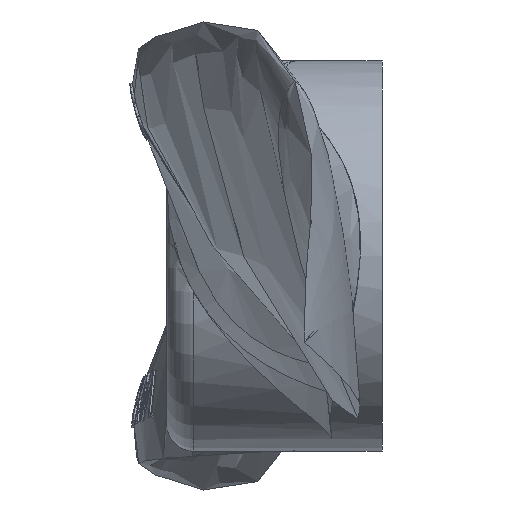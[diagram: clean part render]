
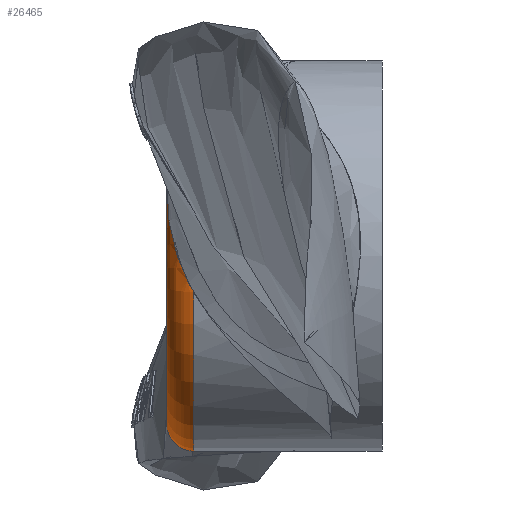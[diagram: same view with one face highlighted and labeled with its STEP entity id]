
A CAD part, left-side view. The second image highlights one B-rep face of the part: STEP entity #26465.
In plain terms, the highlighted toroidal (fillet/blend) face has major radius 12.5 mm and minor radius 2 mm.
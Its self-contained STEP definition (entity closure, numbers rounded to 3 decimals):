
#573 = VERTEX_POINT ( 'NONE', #14308 ) ;
#1742 = CARTESIAN_POINT ( 'NONE',  ( -12.145, 14.751, 7.66 ) ) ;
#1967 = DIRECTION ( 'NONE',  ( 0., 0., 1. ) ) ;
#2276 = CIRCLE ( 'NONE', #20598, 2. ) ;
#2926 = DIRECTION ( 'NONE',  ( 0., -1., 0. ) ) ;
#3008 = EDGE_LOOP ( 'NONE', ( #26585, #5645, #5281, #26587, #22484, #18238 ) ) ;
#3609 = CARTESIAN_POINT ( 'NONE',  ( -14.352, 14.508, -1.724 ) ) ;
#3625 = CARTESIAN_POINT ( 'NONE',  ( 0., 14., 0. ) ) ;
#3891 = CARTESIAN_POINT ( 'NONE',  ( -14.34, 14.267, -2.201 ) ) ;
#4023 = EDGE_CURVE ( 'NONE', #21539, #20479, #5320, .T. ) ;
#4080 = CARTESIAN_POINT ( 'NONE',  ( 0., 14., 14.5 ) ) ;
#5281 = ORIENTED_EDGE ( 'NONE', *, *, #5973, .T. ) ;
#5320 = CIRCLE ( 'NONE', #26023, 14.5 ) ;
#5645 = ORIENTED_EDGE ( 'NONE', *, *, #8175, .F. ) ;
#5747 = CARTESIAN_POINT ( 'NONE',  ( -12.756, 15.251, 5.955 ) ) ;
#5973 = EDGE_CURVE ( 'NONE', #15130, #20479, #15261, .T. ) ;
#6356 = FACE_OUTER_BOUND ( 'NONE', #3008, .T. ) ;
#6591 = CARTESIAN_POINT ( 'NONE',  ( 0., 14., 12.5 ) ) ;
#7918 = CARTESIAN_POINT ( 'NONE',  ( -11.57, 14.253, 8.753 ) ) ;
#8116 = CARTESIAN_POINT ( 'NONE',  ( -13.621, 15.512, 2.349 ) ) ;
#8175 = EDGE_CURVE ( 'NONE', #15130, #573, #19804, .T. ) ;
#8390 = EDGE_CURVE ( 'NONE', #573, #19648, #2276, .T. ) ;
#8773 = CARTESIAN_POINT ( 'NONE',  ( 0., 16., -12.5 ) ) ;
#9693 = DIRECTION ( 'NONE',  ( 0., 0., 1. ) ) ;
#10199 = CARTESIAN_POINT ( 'NONE',  ( -13.259, 15.509, 3.908 ) ) ;
#10389 = CARTESIAN_POINT ( 'NONE',  ( -13.498, 15.529, 2.871 ) ) ;
#10516 = CARTESIAN_POINT ( 'NONE',  ( 0., 16., 0. ) ) ;
#11175 = AXIS2_PLACEMENT_3D ( 'NONE', #6591, #21700, #23847 ) ;
#11488 = CARTESIAN_POINT ( 'NONE',  ( 0., 14., 0. ) ) ;
#11976 = DIRECTION ( 'NONE',  ( 0., 1., 0. ) ) ;
#12339 = CARTESIAN_POINT ( 'NONE',  ( -12.517, 15.064, 6.7 ) ) ;
#13082 = VERTEX_POINT ( 'NONE', #15689 ) ;
#13723 = AXIS2_PLACEMENT_3D ( 'NONE', #11488, #2926, #9693 ) ;
#14308 = CARTESIAN_POINT ( 'NONE',  ( 0., 14., -14.5 ) ) ;
#14321 = CARTESIAN_POINT ( 'NONE',  ( -14.144, 15.144, 0.031 ) ) ;
#14609 = CARTESIAN_POINT ( 'NONE',  ( -13.868, 15.411, 1.308 ) ) ;
#14834 = DIRECTION ( 'NONE',  ( 0., 1., 0. ) ) ;
#15130 = VERTEX_POINT ( 'NONE', #23135 ) ;
#15261 = B_SPLINE_CURVE_WITH_KNOTS ( 'NONE', 3,
 ( #16592, #3891, #3609, #25167, #25079, #20856, #14321, #23005, #14609, #8116, #10389, #10199, #18686, #18775, #5747, #12339, #23090, #27462, #1742, #27276, #7918, #27368 ),
 .UNSPECIFIED., .F., .F.,
 ( 4, 2, 2, 2, 2, 2, 2, 2, 2, 2, 4 ),
 ( 0., 0.002, 0.002, 0.003, 0.005, 0.006, 0.008, 0.01, 0.01, 0.011, 0.013 ),
 .UNSPECIFIED. ) ;
#15648 = CARTESIAN_POINT ( 'NONE',  ( -11.267, 14., 9.127 ) ) ;
#15689 = CARTESIAN_POINT ( 'NONE',  ( 0., 16., 12.5 ) ) ;
#16592 = CARTESIAN_POINT ( 'NONE',  ( -14.253, 14., -2.665 ) ) ;
#16844 = CARTESIAN_POINT ( 'NONE',  ( 0., 14., 0. ) ) ;
#18238 = ORIENTED_EDGE ( 'NONE', *, *, #22012, .F. ) ;
#18686 = CARTESIAN_POINT ( 'NONE',  ( -13.142, 15.472, 4.425 ) ) ;
#18775 = CARTESIAN_POINT ( 'NONE',  ( -12.891, 15.343, 5.448 ) ) ;
#19037 = DIRECTION ( 'NONE',  ( 0., 0., -1. ) ) ;
#19419 = AXIS2_PLACEMENT_3D ( 'NONE', #10516, #14834, #1967 ) ;
#19648 = VERTEX_POINT ( 'NONE', #8773 ) ;
#19683 = EDGE_CURVE ( 'NONE', #21539, #13082, #25247, .T. ) ;
#19804 = CIRCLE ( 'NONE', #13723, 14.5 ) ;
#20479 = VERTEX_POINT ( 'NONE', #15648 ) ;
#20598 = AXIS2_PLACEMENT_3D ( 'NONE', #27617, #21102, #19037 ) ;
#20856 = CARTESIAN_POINT ( 'NONE',  ( -14.191, 15.073, -0.222 ) ) ;
#20909 = DIRECTION ( 'NONE',  ( 0., -1., 0. ) ) ;
#21102 = DIRECTION ( 'NONE',  ( 1., 0., 0. ) ) ;
#21539 = VERTEX_POINT ( 'NONE', #4080 ) ;
#21585 = CIRCLE ( 'NONE', #19419, 12.5 ) ;
#21700 = DIRECTION ( 'NONE',  ( -1., 0., 0. ) ) ;
#22012 = EDGE_CURVE ( 'NONE', #19648, #13082, #21585, .T. ) ;
#22484 = ORIENTED_EDGE ( 'NONE', *, *, #19683, .T. ) ;
#23005 = CARTESIAN_POINT ( 'NONE',  ( -13.99, 15.329, 0.795 ) ) ;
#23090 = CARTESIAN_POINT ( 'NONE',  ( -12.431, 14.993, 6.948 ) ) ;
#23135 = CARTESIAN_POINT ( 'NONE',  ( -14.253, 14., -2.665 ) ) ;
#23847 = DIRECTION ( 'NONE',  ( 0., 0., 1. ) ) ;
#24225 = TOROIDAL_SURFACE ( 'NONE', #25374, 12.5, 2. ) ;
#25079 = CARTESIAN_POINT ( 'NONE',  ( -14.268, 14.909, -0.727 ) ) ;
#25167 = CARTESIAN_POINT ( 'NONE',  ( -14.298, 14.815, -0.98 ) ) ;
#25247 = CIRCLE ( 'NONE', #11175, 2. ) ;
#25374 = AXIS2_PLACEMENT_3D ( 'NONE', #3625, #11976, #27103 ) ;
#26023 = AXIS2_PLACEMENT_3D ( 'NONE', #16844, #20909, #27515 ) ;
#26465 = ADVANCED_FACE ( 'NONE', ( #6356 ), #24225, .T. ) ;
#26585 = ORIENTED_EDGE ( 'NONE', *, *, #8390, .F. ) ;
#26587 = ORIENTED_EDGE ( 'NONE', *, *, #4023, .F. ) ;
#27103 = DIRECTION ( 'NONE',  ( 0., 0., 1. ) ) ;
#27276 = CARTESIAN_POINT ( 'NONE',  ( -11.82, 14.47, 8.334 ) ) ;
#27368 = CARTESIAN_POINT ( 'NONE',  ( -11.267, 14., 9.127 ) ) ;
#27462 = CARTESIAN_POINT ( 'NONE',  ( -12.245, 14.836, 7.427 ) ) ;
#27515 = DIRECTION ( 'NONE',  ( 0., 0., 1. ) ) ;
#27617 = CARTESIAN_POINT ( 'NONE',  ( 0., 14., -12.5 ) ) ;
